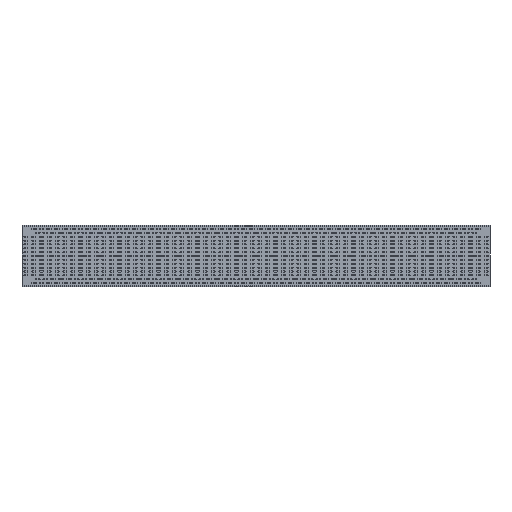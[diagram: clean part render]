
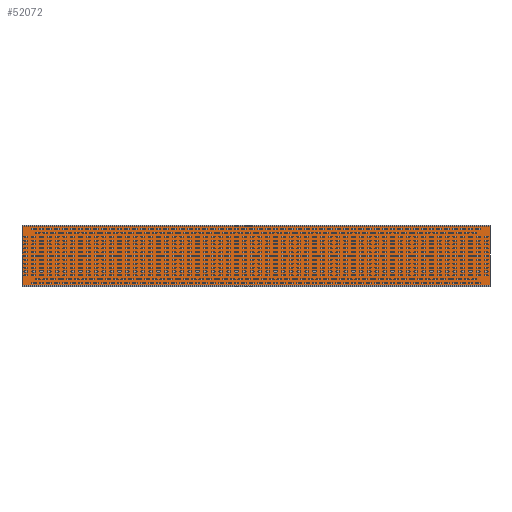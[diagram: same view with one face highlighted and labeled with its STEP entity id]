
A CAD part, top view. The second image highlights one B-rep face of the part: STEP entity #52072.
In plain terms, the highlighted planar face has unit normal (0, 0, 1).
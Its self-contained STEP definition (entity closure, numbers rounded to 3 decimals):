
#3540=FACE_OUTER_BOUND('',#5896,.T.);
#5896=EDGE_LOOP('',(#43922,#43923,#43924,#43925));
#13954=LINE('',#93690,#18542);
#13974=LINE('',#93751,#18562);
#13997=LINE('',#93828,#18585);
#13998=LINE('',#93830,#18586);
#18542=VECTOR('',#74051,1.);
#18562=VECTOR('',#74105,1.);
#18585=VECTOR('',#74188,1.);
#18586=VECTOR('',#74191,1.);
#25424=VERTEX_POINT('',#93687);
#25425=VERTEX_POINT('',#93689);
#25449=VERTEX_POINT('',#93749);
#25473=VERTEX_POINT('',#93826);
#34598=EDGE_CURVE('',#25425,#25424,#13954,.T.);
#34628=EDGE_CURVE('',#25424,#25449,#13974,.T.);
#34668=EDGE_CURVE('',#25473,#25449,#13997,.F.);
#34669=EDGE_CURVE('',#25425,#25473,#13998,.T.);
#43922=ORIENTED_EDGE('',*,*,#34668,.F.);
#43923=ORIENTED_EDGE('',*,*,#34669,.F.);
#43924=ORIENTED_EDGE('',*,*,#34598,.T.);
#43925=ORIENTED_EDGE('',*,*,#34628,.T.);
#49720=PLANE('',#61390);
#52072=ADVANCED_FACE('',(#3540),#49720,.T.);
#61390=AXIS2_PLACEMENT_3D('',#93829,#74189,#74190);
#74051=DIRECTION('',(1.,0.,0.));
#74105=DIRECTION('',(0.,1.,0.));
#74188=DIRECTION('',(-1.,0.,0.));
#74189=DIRECTION('center_axis',(0.,0.,1.));
#74190=DIRECTION('ref_axis',(0.,-1.,0.));
#74191=DIRECTION('',(0.,1.,0.));
#93687=CARTESIAN_POINT('',(3386.265,85.792,-48.5));
#93689=CARTESIAN_POINT('',(356.265,85.792,-48.5));
#93690=CARTESIAN_POINT('',(1871.265,85.792,-48.5));
#93749=CARTESIAN_POINT('',(3386.265,478.792,-48.5));
#93751=CARTESIAN_POINT('',(3386.265,282.292,-48.5));
#93826=CARTESIAN_POINT('',(356.265,478.792,-48.5));
#93828=CARTESIAN_POINT('',(1871.265,478.792,-48.5));
#93829=CARTESIAN_POINT('Origin',(1871.265,478.792,-48.5));
#93830=CARTESIAN_POINT('',(356.265,282.292,-48.5));
